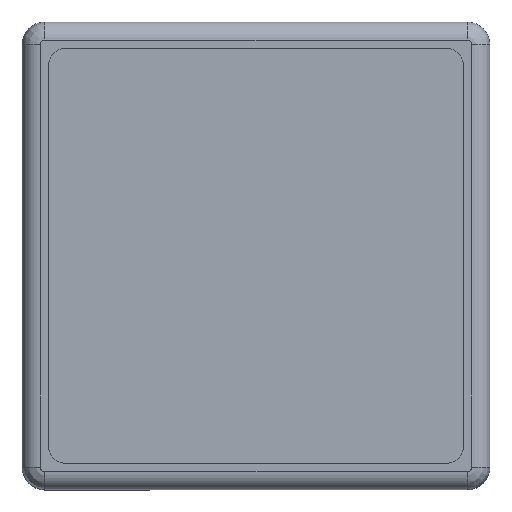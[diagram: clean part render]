
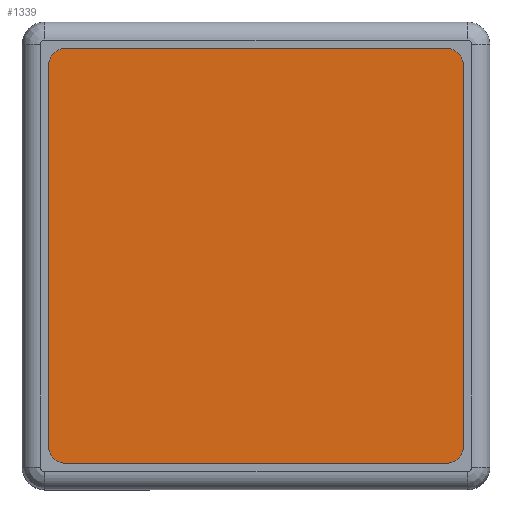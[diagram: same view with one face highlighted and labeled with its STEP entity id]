
A CAD part, top view. The second image highlights one B-rep face of the part: STEP entity #1339.
In plain terms, the highlighted planar face has unit normal (0, 0, 1).
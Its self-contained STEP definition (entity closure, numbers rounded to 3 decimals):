
#1068=CARTESIAN_POINT('',(11.5,-10.5,10.7));
#1069=VERTEX_POINT('',#1068);
#1076=CARTESIAN_POINT('',(10.5,-11.5,10.7));
#1077=VERTEX_POINT('',#1076);
#1078=CARTESIAN_POINT('',(10.5,-10.5,10.7));
#1079=DIRECTION('',(0.0,0.0,1.0));
#1080=DIRECTION('',(0.707,-0.707,0.0));
#1081=AXIS2_PLACEMENT_3D('',#1078,#1079,#1080);
#1082=CIRCLE('',#1081,1.0);
#1083=EDGE_CURVE('',#1077,#1069,#1082,.T.);
#1107=CARTESIAN_POINT('',(11.5,10.5,10.7));
#1108=VERTEX_POINT('',#1107);
#1115=CARTESIAN_POINT('',(11.5,-10.5,10.7));
#1116=DIRECTION('',(0.0,1.0,0.0));
#1117=VECTOR('',#1116,21.0);
#1118=LINE('',#1115,#1117);
#1119=EDGE_CURVE('',#1069,#1108,#1118,.T.);
#1139=CARTESIAN_POINT('',(10.5,11.5,10.7));
#1140=VERTEX_POINT('',#1139);
#1147=CARTESIAN_POINT('',(10.5,10.5,10.7));
#1148=DIRECTION('',(0.0,0.0,1.0));
#1149=DIRECTION('',(0.707,0.707,0.0));
#1150=AXIS2_PLACEMENT_3D('',#1147,#1148,#1149);
#1151=CIRCLE('',#1150,1.0);
#1152=EDGE_CURVE('',#1108,#1140,#1151,.T.);
#1171=CARTESIAN_POINT('',(-10.5,11.5,10.7));
#1172=VERTEX_POINT('',#1171);
#1179=CARTESIAN_POINT('',(10.5,11.5,10.7));
#1180=DIRECTION('',(-1.0,0.0,0.0));
#1181=VECTOR('',#1180,21.0);
#1182=LINE('',#1179,#1181);
#1183=EDGE_CURVE('',#1140,#1172,#1182,.T.);
#1203=CARTESIAN_POINT('',(-11.5,10.5,10.7));
#1204=VERTEX_POINT('',#1203);
#1211=CARTESIAN_POINT('',(-10.5,10.5,10.7));
#1212=DIRECTION('',(0.0,0.0,1.0));
#1213=DIRECTION('',(-0.707,0.707,0.0));
#1214=AXIS2_PLACEMENT_3D('',#1211,#1212,#1213);
#1215=CIRCLE('',#1214,1.0);
#1216=EDGE_CURVE('',#1172,#1204,#1215,.T.);
#1235=CARTESIAN_POINT('',(-11.5,-10.5,10.7));
#1236=VERTEX_POINT('',#1235);
#1243=CARTESIAN_POINT('',(-11.5,10.5,10.7));
#1244=DIRECTION('',(0.0,-1.0,0.0));
#1245=VECTOR('',#1244,21.0);
#1246=LINE('',#1243,#1245);
#1247=EDGE_CURVE('',#1204,#1236,#1246,.T.);
#1267=CARTESIAN_POINT('',(-10.5,-11.5,10.7));
#1268=VERTEX_POINT('',#1267);
#1275=CARTESIAN_POINT('',(-10.5,-10.5,10.7));
#1276=DIRECTION('',(0.0,0.0,1.0));
#1277=DIRECTION('',(-0.707,-0.707,0.0));
#1278=AXIS2_PLACEMENT_3D('',#1275,#1276,#1277);
#1279=CIRCLE('',#1278,1.0);
#1280=EDGE_CURVE('',#1236,#1268,#1279,.T.);
#1298=CARTESIAN_POINT('',(-10.5,-11.5,10.7));
#1299=DIRECTION('',(1.0,0.0,0.0));
#1300=VECTOR('',#1299,21.);
#1301=LINE('',#1298,#1300);
#1302=EDGE_CURVE('',#1268,#1077,#1301,.T.);
#1324=CARTESIAN_POINT('',(0.,0.,10.7));
#1325=DIRECTION('',(0.0,0.0,1.0));
#1326=DIRECTION('',(1.0,0.0,0.0));
#1327=AXIS2_PLACEMENT_3D('',#1324,#1325,#1326);
#1328=PLANE('',#1327);
#1329=ORIENTED_EDGE('',*,*,#1302,.T.);
#1330=ORIENTED_EDGE('',*,*,#1083,.T.);
#1331=ORIENTED_EDGE('',*,*,#1119,.T.);
#1332=ORIENTED_EDGE('',*,*,#1152,.T.);
#1333=ORIENTED_EDGE('',*,*,#1183,.T.);
#1334=ORIENTED_EDGE('',*,*,#1216,.T.);
#1335=ORIENTED_EDGE('',*,*,#1247,.T.);
#1336=ORIENTED_EDGE('',*,*,#1280,.T.);
#1337=EDGE_LOOP('',(#1329,#1330,#1331,#1332,#1333,#1334,#1335,#1336));
#1338=FACE_OUTER_BOUND('',#1337,.T.);
#1339=ADVANCED_FACE('',(#1338),#1328,.T.);
